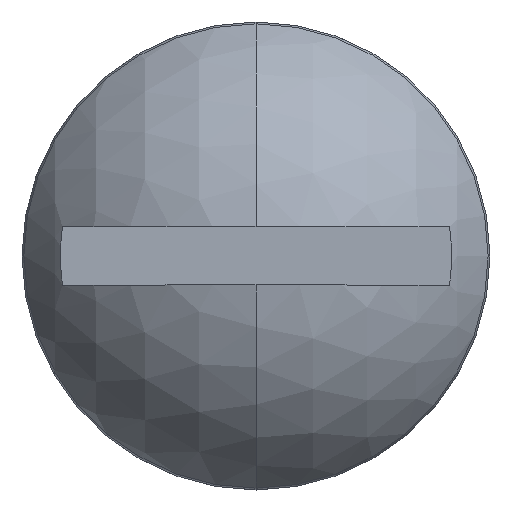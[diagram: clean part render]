
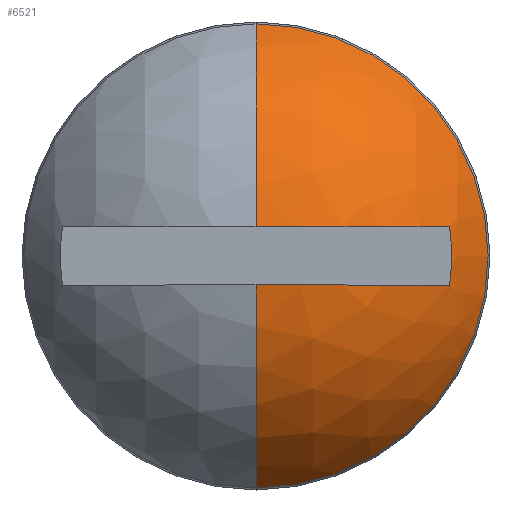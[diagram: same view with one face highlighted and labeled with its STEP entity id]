
A CAD part, top view. The second image highlights one B-rep face of the part: STEP entity #6521.
In plain terms, the highlighted spherical face has radius 5.051 mm.
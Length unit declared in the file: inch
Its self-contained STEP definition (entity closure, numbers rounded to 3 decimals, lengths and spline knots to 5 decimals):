
#5234 = CARTESIAN_POINT ( 'NONE',  ( 0., 0., 0.0685 ) ) ;
#5236 = DIRECTION ( 'NONE',  ( 0., 0., 1. ) ) ;
#5238 = DIRECTION ( 'NONE',  ( 1., 0., 0. ) ) ;
#5364 = CARTESIAN_POINT ( 'NONE',  ( 0., 0.02244, -0.06184 ) ) ;
#5366 = DIRECTION ( 'NONE',  ( 0., 1., 0. ) ) ;
#5368 = DIRECTION ( 'NONE',  ( -1., 0., 0. ) ) ;
#5417 = CARTESIAN_POINT ( 'NONE',  ( 0., 0., -0.06184 ) ) ;
#5419 = DIRECTION ( 'NONE',  ( -1., 0., 0. ) ) ;
#5421 = DIRECTION ( 'NONE',  ( 0., 0., 1. ) ) ;
#5683 = CARTESIAN_POINT ( 'NONE',  ( 0., 0., 0.02665 ) ) ;
#5685 = DIRECTION ( 'NONE',  ( 0., 0., -1. ) ) ;
#5687 = DIRECTION ( 'NONE',  ( 0., 1., 0. ) ) ;
#6521 = ADVANCED_FACE ( 'NONE', ( #15239 ), #15232, .T. ) ;
#7676 = CARTESIAN_POINT ( 'NONE',  ( 0., 0., -0.06184 ) ) ;
#7677 = DIRECTION ( 'NONE',  ( 1., 0., 0. ) ) ;
#7678 = DIRECTION ( 'NONE',  ( 0., 1., 0. ) ) ;
#8015 = ORIENTED_EDGE ( 'NONE', *, *, #15285, .T. ) ;
#8016 = ORIENTED_EDGE ( 'NONE', *, *, #14747, .T. ) ;
#8017 = ORIENTED_EDGE ( 'NONE', *, *, #15065, .F. ) ;
#8018 = ORIENTED_EDGE ( 'NONE', *, *, #15001, .F. ) ;
#8019 = ORIENTED_EDGE ( 'NONE', *, *, #14997, .T. ) ;
#8020 = ORIENTED_EDGE ( 'NONE', *, *, #14984, .F. ) ;
#8116 = VERTEX_POINT ( 'NONE', #12042 ) ;
#8160 = CIRCLE ( 'NONE', #15509, 0.15016 ) ;
#8174 = CIRCLE ( 'NONE', #15508, 0.19757 ) ;
#8177 = CIRCLE ( 'NONE', #15507, 0.19884 ) ;
#8225 = CIRCLE ( 'NONE', #15504, 0.17807 ) ;
#8296 = CIRCLE ( 'NONE', #15495, 0.19757 ) ;
#8423 = DIRECTION ( 'NONE',  ( 0., 1., 0. ) ) ;
#8433 = CARTESIAN_POINT ( 'NONE',  ( 0., 0., -0.06184 ) ) ;
#8436 = DIRECTION ( 'NONE',  ( 1., 0., 0. ) ) ;
#8685 = CIRCLE ( 'NONE', #15520, 0.19884 ) ;
#8836 = VERTEX_POINT ( 'NONE', #12282 ) ;
#8863 = VERTEX_POINT ( 'NONE', #12336 ) ;
#8866 = VERTEX_POINT ( 'NONE', #12342 ) ;
#8871 = VERTEX_POINT ( 'NONE', #12352 ) ;
#8875 = VERTEX_POINT ( 'NONE', #12360 ) ;
#12042 = CARTESIAN_POINT ( 'NONE',  ( 0., -0.17807, 0.02665 ) ) ;
#12282 = CARTESIAN_POINT ( 'NONE',  ( 0., 0.17807, 0.02665 ) ) ;
#12336 = CARTESIAN_POINT ( 'NONE',  ( 0., 0.02244, 0.13573 ) ) ;
#12342 = CARTESIAN_POINT ( 'NONE',  ( 0., -0.02244, 0.13573 ) ) ;
#12352 = CARTESIAN_POINT ( 'NONE',  ( 0.14848, -0.02244, 0.0685 ) ) ;
#12360 = CARTESIAN_POINT ( 'NONE',  ( 0.14848, 0.02244, 0.0685 ) ) ;
#14052 = CARTESIAN_POINT ( 'NONE',  ( 0., -0.02244, -0.06184 ) ) ;
#14053 = DIRECTION ( 'NONE',  ( 0., -1., 0. ) ) ;
#14054 = DIRECTION ( 'NONE',  ( 1., 0., 0. ) ) ;
#14695 = AXIS2_PLACEMENT_3D ( 'NONE', #8433, #8436, #8423 ) ;
#14747 = EDGE_CURVE ( 'NONE', #8866, #8116, #8685, .T. ) ;
#14984 = EDGE_CURVE ( 'NONE', #8871, #8875, #8160, .T. ) ;
#14997 = EDGE_CURVE ( 'NONE', #8863, #8875, #8174, .T. ) ;
#15001 = EDGE_CURVE ( 'NONE', #8863, #8836, #8177, .T. ) ;
#15065 = EDGE_CURVE ( 'NONE', #8836, #8116, #8225, .T. ) ;
#15232 = SPHERICAL_SURFACE ( 'NONE', #14695, 0.19884 ) ;
#15239 = FACE_OUTER_BOUND ( 'NONE', #16031, .T. ) ;
#15285 = EDGE_CURVE ( 'NONE', #8871, #8866, #8296, .T. ) ;
#15495 = AXIS2_PLACEMENT_3D ( 'NONE', #14052, #14053, #14054 ) ;
#15504 = AXIS2_PLACEMENT_3D ( 'NONE', #5683, #5685, #5687 ) ;
#15507 = AXIS2_PLACEMENT_3D ( 'NONE', #5417, #5419, #5421 ) ;
#15508 = AXIS2_PLACEMENT_3D ( 'NONE', #5364, #5366, #5368 ) ;
#15509 = AXIS2_PLACEMENT_3D ( 'NONE', #5234, #5236, #5238 ) ;
#15520 = AXIS2_PLACEMENT_3D ( 'NONE', #7676, #7677, #7678 ) ;
#16031 = EDGE_LOOP ( 'NONE', ( #8015, #8016, #8017, #8018, #8019, #8020 ) ) ;
